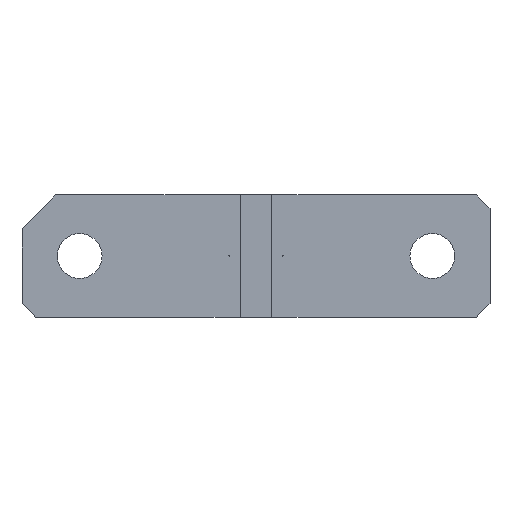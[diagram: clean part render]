
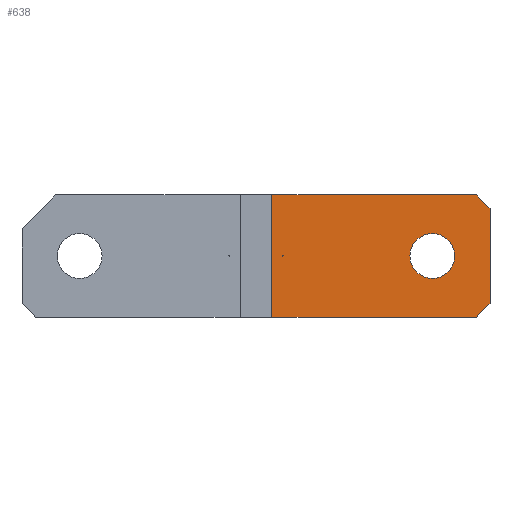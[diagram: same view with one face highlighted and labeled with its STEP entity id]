
A CAD part, top view. The second image highlights one B-rep face of the part: STEP entity #638.
In plain terms, the highlighted planar face has unit normal (0, 0, 1).
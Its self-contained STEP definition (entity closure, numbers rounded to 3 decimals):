
#415=DIRECTION('',(-0.707,0.707,0.));
#416=VECTOR('',#415,2.828);
#417=CARTESIAN_POINT('',(34.5,7.,3.));
#418=LINE('',#417,#416);
#419=DIRECTION('',(0.,1.,0.));
#420=VECTOR('',#419,14.);
#421=CARTESIAN_POINT('',(34.5,-7.,3.));
#422=LINE('',#421,#420);
#423=DIRECTION('',(0.707,0.707,0.));
#424=VECTOR('',#423,2.828);
#425=CARTESIAN_POINT('',(32.5,-9.,3.));
#426=LINE('',#425,#424);
#427=DIRECTION('',(1.,0.,0.));
#428=VECTOR('',#427,30.15);
#429=CARTESIAN_POINT('',(2.35,-9.,3.));
#430=LINE('',#429,#428);
#431=DIRECTION('',(0.,1.,0.));
#432=VECTOR('',#431,18.);
#433=CARTESIAN_POINT('',(2.35,-9.,3.));
#434=LINE('',#433,#432);
#435=DIRECTION('',(-1.,0.,0.));
#436=VECTOR('',#435,30.15);
#437=CARTESIAN_POINT('',(32.5,9.,3.));
#438=LINE('',#437,#436);
#439=CARTESIAN_POINT('',(26.,0.,3.));
#440=DIRECTION('',(0.,0.,1.));
#441=DIRECTION('',(1.,0.,0.));
#442=AXIS2_PLACEMENT_3D('',#439,#440,#441);
#444=CARTESIAN_POINT('',(26.,0.,3.));
#445=DIRECTION('',(0.,0.,1.));
#446=DIRECTION('',(-1.,0.,0.));
#447=AXIS2_PLACEMENT_3D('',#444,#445,#446);
#449=CARTESIAN_POINT('',(3.935,0.,3.));
#450=DIRECTION('',(0.,0.,1.));
#451=DIRECTION('',(1.,0.,0.));
#452=AXIS2_PLACEMENT_3D('',#449,#450,#451);
#454=CARTESIAN_POINT('',(3.935,0.,3.));
#455=DIRECTION('',(0.,0.,1.));
#456=DIRECTION('',(-1.,0.,0.));
#457=AXIS2_PLACEMENT_3D('',#454,#455,#456);
#505=CARTESIAN_POINT('',(2.35,-9.,3.));
#506=CARTESIAN_POINT('',(2.35,9.,3.));
#507=VERTEX_POINT('',#505);
#508=VERTEX_POINT('',#506);
#513=CARTESIAN_POINT('',(29.3,0.,3.));
#514=CARTESIAN_POINT('',(22.7,0.,3.));
#515=VERTEX_POINT('',#513);
#516=VERTEX_POINT('',#514);
#521=CARTESIAN_POINT('',(3.985,0.,3.));
#522=CARTESIAN_POINT('',(3.885,0.,3.));
#523=VERTEX_POINT('',#521);
#524=VERTEX_POINT('',#522);
#529=CARTESIAN_POINT('',(34.5,7.,3.));
#530=VERTEX_POINT('',#529);
#531=CARTESIAN_POINT('',(32.5,9.,3.));
#532=VERTEX_POINT('',#531);
#537=CARTESIAN_POINT('',(32.5,-9.,3.));
#538=VERTEX_POINT('',#537);
#539=CARTESIAN_POINT('',(34.5,-7.,3.));
#540=VERTEX_POINT('',#539);
#610=CARTESIAN_POINT('',(0.,0.,3.));
#611=DIRECTION('',(0.,0.,1.));
#612=DIRECTION('',(1.,0.,0.));
#613=AXIS2_PLACEMENT_3D('',#610,#611,#612);
#614=PLANE('',#613);
#615=ORIENTED_EDGE('',*,*,#590,.F.);
#616=ORIENTED_EDGE('',*,*,#605,.F.);
#617=ORIENTED_EDGE('',*,*,#550,.F.);
#619=ORIENTED_EDGE('',*,*,#618,.F.);
#621=ORIENTED_EDGE('',*,*,#620,.T.);
#623=ORIENTED_EDGE('',*,*,#622,.F.);
#624=EDGE_LOOP('',(#615,#616,#617,#619,#621,#623));
#625=FACE_OUTER_BOUND('',#624,.F.);
#627=ORIENTED_EDGE('',*,*,#626,.T.);
#629=ORIENTED_EDGE('',*,*,#628,.T.);
#630=EDGE_LOOP('',(#627,#629));
#631=FACE_BOUND('',#630,.F.);
#633=ORIENTED_EDGE('',*,*,#632,.T.);
#635=ORIENTED_EDGE('',*,*,#634,.T.);
#636=EDGE_LOOP('',(#633,#635));
#637=FACE_BOUND('',#636,.F.);
#638=ADVANCED_FACE('',(#625,#631,#637),#614,.T.);
#443=CIRCLE('',#442,3.3);
#448=CIRCLE('',#447,3.3);
#453=CIRCLE('',#452,0.05);
#458=CIRCLE('',#457,0.05);
#550=EDGE_CURVE('',#538,#540,#426,.T.);
#590=EDGE_CURVE('',#530,#532,#418,.T.);
#605=EDGE_CURVE('',#540,#530,#422,.T.);
#618=EDGE_CURVE('',#507,#538,#430,.T.);
#620=EDGE_CURVE('',#507,#508,#434,.T.);
#622=EDGE_CURVE('',#532,#508,#438,.T.);
#626=EDGE_CURVE('',#515,#516,#443,.T.);
#628=EDGE_CURVE('',#516,#515,#448,.T.);
#632=EDGE_CURVE('',#523,#524,#453,.T.);
#634=EDGE_CURVE('',#524,#523,#458,.T.);
